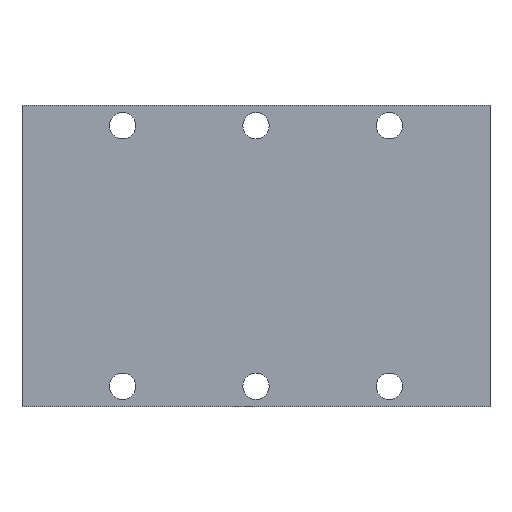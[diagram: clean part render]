
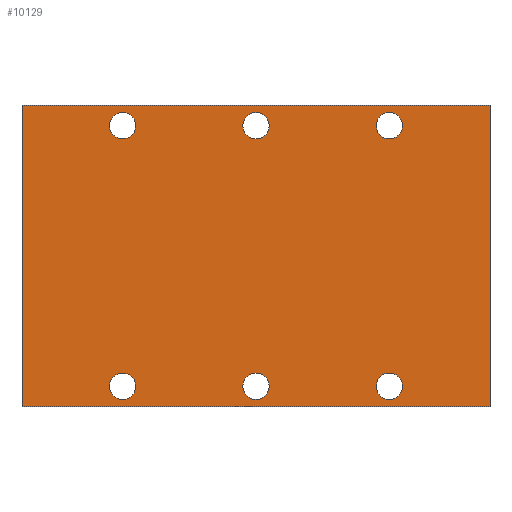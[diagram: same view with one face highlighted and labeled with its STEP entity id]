
A CAD part, front view. The second image highlights one B-rep face of the part: STEP entity #10129.
In plain terms, the highlighted planar face has unit normal (0, -1, 0).
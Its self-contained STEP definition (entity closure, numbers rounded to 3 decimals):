
#1635 = ORIENTED_EDGE ( 'NONE', *, *, #7964, .F. ) ;
#1636 = ORIENTED_EDGE ( 'NONE', *, *, #7963, .F. ) ;
#1637 = ORIENTED_EDGE ( 'NONE', *, *, #7962, .F. ) ;
#1638 = ORIENTED_EDGE ( 'NONE', *, *, #7958, .F. ) ;
#1639 = ORIENTED_EDGE ( 'NONE', *, *, #7961, .F. ) ;
#1640 = ORIENTED_EDGE ( 'NONE', *, *, #7957, .F. ) ;
#1641 = ORIENTED_EDGE ( 'NONE', *, *, #7959, .F. ) ;
#1642 = ORIENTED_EDGE ( 'NONE', *, *, #7939, .F. ) ;
#1643 = ORIENTED_EDGE ( 'NONE', *, *, #7954, .F. ) ;
#1644 = ORIENTED_EDGE ( 'NONE', *, *, #7960, .F. ) ;
#1805 = LINE ( 'NONE', #8495, #1815 ) ;
#1815 = VECTOR ( 'NONE', #8486, 1000. ) ;
#1824 = LINE ( 'NONE', #8420, #1846 ) ;
#1837 = LINE ( 'NONE', #8438, #1839 ) ;
#1838 = LINE ( 'NONE', #8415, #1849 ) ;
#1839 = VECTOR ( 'NONE', #8437, 1000. ) ;
#1845 = CIRCLE ( 'NONE', #11004, 1.632 ) ;
#1846 = VECTOR ( 'NONE', #8419, 1000. ) ;
#1847 = CIRCLE ( 'NONE', #11007, 1.632 ) ;
#1849 = VECTOR ( 'NONE', #8414, 1000. ) ;
#1851 = CIRCLE ( 'NONE', #11005, 1.632 ) ;
#1852 = CIRCLE ( 'NONE', #11009, 1.632 ) ;
#1853 = CIRCLE ( 'NONE', #11010, 1.632 ) ;
#1855 = CIRCLE ( 'NONE', #11011, 1.632 ) ;
#2774 = DIRECTION ( 'NONE',  ( 0., 0., 1. ) ) ;
#2775 = DIRECTION ( 'NONE',  ( 0., 1., 0. ) ) ;
#2808 = PLANE ( 'NONE',  #12599 ) ;
#2811 = CARTESIAN_POINT ( 'NONE',  ( -44.922, -4.826, -19.05 ) ) ;
#4410 = CARTESIAN_POINT ( 'NONE',  ( 12.99, -4.826, -19.05 ) ) ;
#4412 = CARTESIAN_POINT ( 'NONE',  ( -44.922, -4.826, -19.05 ) ) ;
#4413 = CARTESIAN_POINT ( 'NONE',  ( -44.922, -4.826, -56.388 ) ) ;
#4414 = CARTESIAN_POINT ( 'NONE',  ( 12.99, -4.826, -56.388 ) ) ;
#5843 = EDGE_LOOP ( 'NONE', ( #1636 ) ) ;
#6537 = EDGE_LOOP ( 'NONE', ( #1635 ) ) ;
#6540 = EDGE_LOOP ( 'NONE', ( #1638 ) ) ;
#6541 = EDGE_LOOP ( 'NONE', ( #1637 ) ) ;
#6542 = EDGE_LOOP ( 'NONE', ( #1641, #1642, #1643, #1644 ) ) ;
#6546 = EDGE_LOOP ( 'NONE', ( #1639 ) ) ;
#6547 = EDGE_LOOP ( 'NONE', ( #1640 ) ) ;
#7939 = EDGE_CURVE ( 'NONE', #9672, #9673, #1805, .T. ) ;
#7954 = EDGE_CURVE ( 'NONE', #9671, #9672, #1837, .T. ) ;
#7957 = EDGE_CURVE ( 'NONE', #17562, #17562, #1845, .T. ) ;
#7958 = EDGE_CURVE ( 'NONE', #17564, #17564, #1847, .T. ) ;
#7959 = EDGE_CURVE ( 'NONE', #9673, #9674, #1824, .T. ) ;
#7960 = EDGE_CURVE ( 'NONE', #9674, #9671, #1838, .T. ) ;
#7961 = EDGE_CURVE ( 'NONE', #17566, #17566, #1851, .T. ) ;
#7962 = EDGE_CURVE ( 'NONE', #17568, #17568, #1852, .T. ) ;
#7963 = EDGE_CURVE ( 'NONE', #17570, #17570, #1853, .T. ) ;
#7964 = EDGE_CURVE ( 'NONE', #17572, #17572, #1855, .T. ) ;
#8399 = DIRECTION ( 'NONE',  ( 0., 0., -1. ) ) ;
#8400 = DIRECTION ( 'NONE',  ( 0., -1., 0. ) ) ;
#8402 = DIRECTION ( 'NONE',  ( 0., 0., -1. ) ) ;
#8403 = DIRECTION ( 'NONE',  ( 0., -1., 0. ) ) ;
#8406 = DIRECTION ( 'NONE',  ( 0., 0., -1. ) ) ;
#8407 = DIRECTION ( 'NONE',  ( 0., -1., 0. ) ) ;
#8409 = CARTESIAN_POINT ( 'NONE',  ( -32.476, -4.826, -53.848 ) ) ;
#8410 = DIRECTION ( 'NONE',  ( 0., 0., -1. ) ) ;
#8411 = DIRECTION ( 'NONE',  ( 0., -1., 0. ) ) ;
#8412 = CARTESIAN_POINT ( 'NONE',  ( 0.544, -4.826, -21.59 ) ) ;
#8414 = DIRECTION ( 'NONE',  ( 0., 0., -1. ) ) ;
#8415 = CARTESIAN_POINT ( 'NONE',  ( 12.99, -4.826, -19.05 ) ) ;
#8418 = CARTESIAN_POINT ( 'NONE',  ( -15.966, -4.826, -21.59 ) ) ;
#8419 = DIRECTION ( 'NONE',  ( 1., 0., 0. ) ) ;
#8420 = CARTESIAN_POINT ( 'NONE',  ( -50.869, -4.826, -19.05 ) ) ;
#8421 = DIRECTION ( 'NONE',  ( 0., 0., -1. ) ) ;
#8422 = DIRECTION ( 'NONE',  ( 0., -1., 0. ) ) ;
#8423 = CARTESIAN_POINT ( 'NONE',  ( 0.544, -4.826, -53.848 ) ) ;
#8425 = DIRECTION ( 'NONE',  ( 0., 0., -1. ) ) ;
#8426 = DIRECTION ( 'NONE',  ( 0., -1., 0. ) ) ;
#8436 = CARTESIAN_POINT ( 'NONE',  ( -15.966, -4.826, -53.848 ) ) ;
#8437 = DIRECTION ( 'NONE',  ( -1., 0., 0. ) ) ;
#8438 = CARTESIAN_POINT ( 'NONE',  ( -50.869, -4.826, -56.388 ) ) ;
#8451 = CARTESIAN_POINT ( 'NONE',  ( -32.476, -4.826, -21.59 ) ) ;
#8486 = DIRECTION ( 'NONE',  ( 0., 0., 1. ) ) ;
#8495 = CARTESIAN_POINT ( 'NONE',  ( -44.922, -4.826, -19.05 ) ) ;
#9671 = VERTEX_POINT ( 'NONE', #4414 ) ;
#9672 = VERTEX_POINT ( 'NONE', #4413 ) ;
#9673 = VERTEX_POINT ( 'NONE', #4412 ) ;
#9674 = VERTEX_POINT ( 'NONE', #4410 ) ;
#10129 = ADVANCED_FACE ( 'NONE', ( #12296, #12303, #12305, #12307, #12297, #12302, #12304 ), #2808, .F. ) ;
#11004 = AXIS2_PLACEMENT_3D ( 'NONE', #8436, #8426, #8425 ) ;
#11005 = AXIS2_PLACEMENT_3D ( 'NONE', #8418, #8411, #8410 ) ;
#11007 = AXIS2_PLACEMENT_3D ( 'NONE', #8451, #8422, #8421 ) ;
#11009 = AXIS2_PLACEMENT_3D ( 'NONE', #8423, #8407, #8406 ) ;
#11010 = AXIS2_PLACEMENT_3D ( 'NONE', #8412, #8403, #8402 ) ;
#11011 = AXIS2_PLACEMENT_3D ( 'NONE', #8409, #8400, #8399 ) ;
#12296 = FACE_BOUND ( 'NONE', #6537, .T. ) ;
#12297 = FACE_BOUND ( 'NONE', #6546, .T. ) ;
#12302 = FACE_BOUND ( 'NONE', #6547, .T. ) ;
#12303 = FACE_BOUND ( 'NONE', #5843, .T. ) ;
#12304 = FACE_OUTER_BOUND ( 'NONE', #6542, .T. ) ;
#12305 = FACE_BOUND ( 'NONE', #6541, .T. ) ;
#12307 = FACE_BOUND ( 'NONE', #6540, .T. ) ;
#12599 = AXIS2_PLACEMENT_3D ( 'NONE', #2811, #2775, #2774 ) ;
#17562 = VERTEX_POINT ( 'NONE', #17563 ) ;
#17563 = CARTESIAN_POINT ( 'NONE',  ( -15.966, -4.826, -55.48 ) ) ;
#17564 = VERTEX_POINT ( 'NONE', #17565 ) ;
#17565 = CARTESIAN_POINT ( 'NONE',  ( -32.476, -4.826, -23.222 ) ) ;
#17566 = VERTEX_POINT ( 'NONE', #17567 ) ;
#17567 = CARTESIAN_POINT ( 'NONE',  ( -15.966, -4.826, -23.222 ) ) ;
#17568 = VERTEX_POINT ( 'NONE', #17569 ) ;
#17569 = CARTESIAN_POINT ( 'NONE',  ( 0.544, -4.826, -55.48 ) ) ;
#17570 = VERTEX_POINT ( 'NONE', #17571 ) ;
#17571 = CARTESIAN_POINT ( 'NONE',  ( 0.544, -4.826, -23.222 ) ) ;
#17572 = VERTEX_POINT ( 'NONE', #17573 ) ;
#17573 = CARTESIAN_POINT ( 'NONE',  ( -32.476, -4.826, -55.48 ) ) ;
